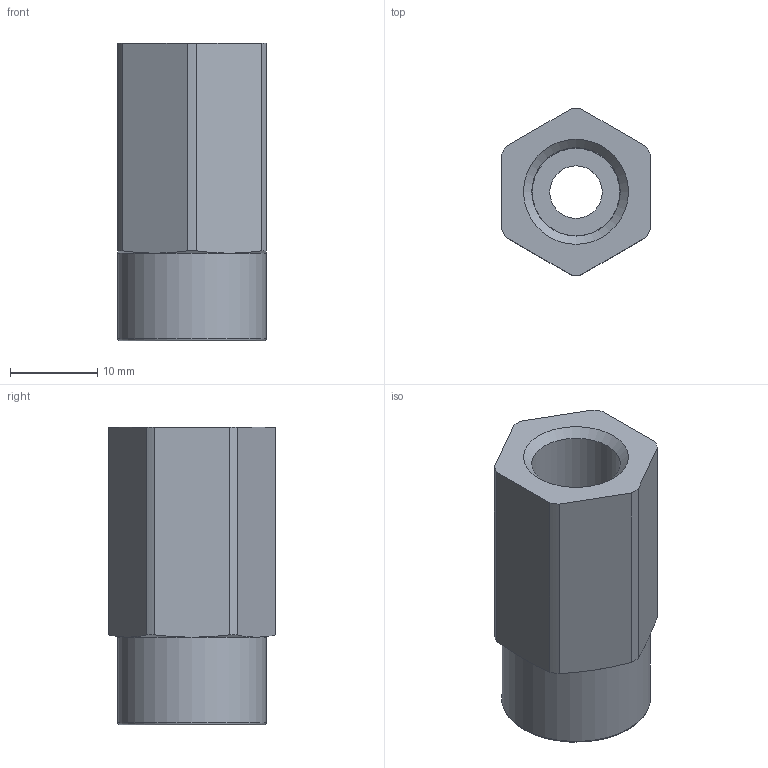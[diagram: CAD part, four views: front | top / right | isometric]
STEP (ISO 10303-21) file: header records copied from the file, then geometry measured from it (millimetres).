
FILE_DESCRIPTION(/* description */ ('STEP AP214'),/* implementation_level */ '2;1');
FILE_NAME(/* name */ '160256_AD-M12X125-1_4',/* time_stamp */ '2024-07-25T20:41:16+02:00',/* author */ ('License CC BY-ND 4.0'),/* organization */ ('CADENAS'),/* preprocessor_version */ 'ST-DEVELOPER v19.3',/* originating_system */ 'PARTsolutions',/* authorisation */ ' ');
FILE_SCHEMA (('AUTOMOTIVE_DESIGN {1 0 10303 214 3 1 1}'));
Length unit declared in the file: millimetre
Products named in the file (1): 160256 AD-M12x1,25-1/4
Bounding box: 17 x 19.04 x 34 mm (x, y, z)
Volume: 5336.2 mm3; surface area: 3450.8 mm2
Topology: 1 solids, 1 shells, 31 faces, 68 edges, 42 vertices
Faces by surface type: cylinder 11, plane 11, cone 8, torus 1
Full cylindrical faces by diameter (mm): 6 x1, 10 x1, 10.106 x1, 11.445 x1, 17 x1
Entity records: 858 total; most frequent: CARTESIAN_POINT 170, DIRECTION 142, ORIENTED_EDGE 120, AXIS2_PLACEMENT_3D 62, EDGE_CURVE 60, EDGE_LOOP 44, FACE_BOUND 44, VERTEX_POINT 42
